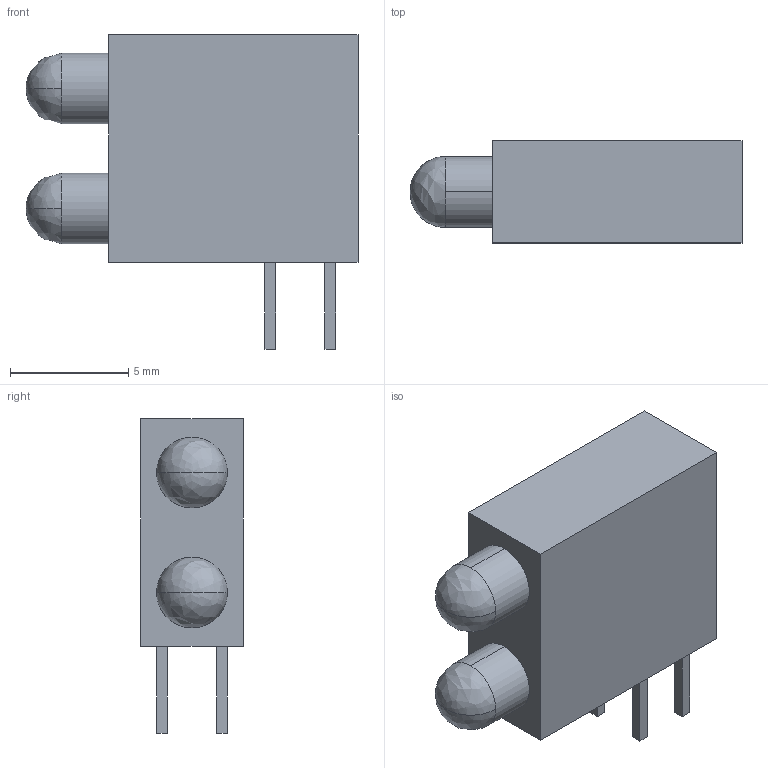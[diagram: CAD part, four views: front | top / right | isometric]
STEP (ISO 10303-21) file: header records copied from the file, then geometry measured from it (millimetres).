
FILE_DESCRIPTION (( 'STEP AP214' ), '1' );
FILE_NAME ('User Library-led_6866.STEP', '2013-08-18T15:43:55', ( 'Windows User' ), ( '' ), 'SwSTEP 2.0', 'SolidWorks 2013', '' );
FILE_SCHEMA (( 'AUTOMOTIVE_DESIGN' ));
Length unit declared in the file: millimetre
Products named in the file (1): User Library-led_6866
Bounding box: 14.06 x 4.32 x 13.33 mm (x, y, z)
Volume: 485.5 mm3; surface area: 457.3 mm2
Topology: 1 solids, 1 shells, 34 faces, 84 edges, 54 vertices
Faces by surface type: plane 26, bspline 4, cylinder 4
Entity records: 1428 total; most frequent: CARTESIAN_POINT 229, ORIENTED_EDGE 160, DIRECTION 158, EDGE_CURVE 80, LINE 64, VECTOR 64, VERTEX_POINT 54, AXIS2_PLACEMENT_3D 47
